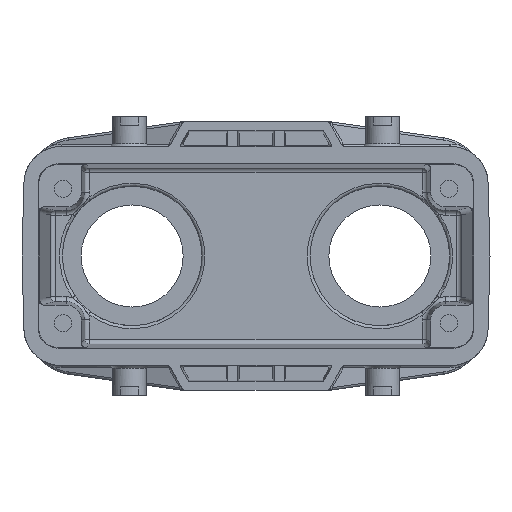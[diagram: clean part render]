
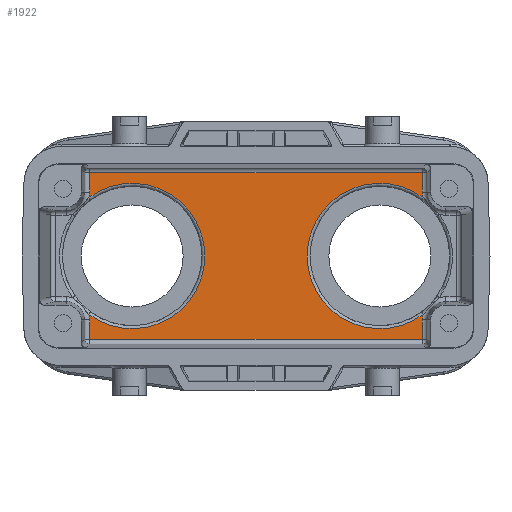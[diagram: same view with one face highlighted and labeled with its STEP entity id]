
A CAD part, front view. The second image highlights one B-rep face of the part: STEP entity #1922.
In plain terms, the highlighted planar face has unit normal (0, -1, 0).
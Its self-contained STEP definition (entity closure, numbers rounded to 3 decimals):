
#289=CIRCLE('',#12838,4.66);
#316=CIRCLE('',#12887,4.66);
#320=CIRCLE('',#12892,14.6);
#438=CIRCLE('',#13066,4.66);
#458=CIRCLE('',#13104,4.66);
#460=CIRCLE('',#13107,14.6);
#1922=ADVANCED_FACE('',(#2986),#2590,.T.);
#2590=PLANE('',#13108);
#2986=FACE_OUTER_BOUND('',#3762,.T.);
#3762=EDGE_LOOP('',(#5324,#5325,#5326,#5327,#5328,#5329,#5330,#5331,#5332,
#5333,#5334,#5335));
#5324=ORIENTED_EDGE('',*,*,#9498,.T.);
#5325=ORIENTED_EDGE('',*,*,#9796,.F.);
#5326=ORIENTED_EDGE('',*,*,#9797,.F.);
#5327=ORIENTED_EDGE('',*,*,#9522,.F.);
#5328=ORIENTED_EDGE('',*,*,#9557,.T.);
#5329=ORIENTED_EDGE('',*,*,#9563,.T.);
#5330=ORIENTED_EDGE('',*,*,#9743,.T.);
#5331=ORIENTED_EDGE('',*,*,#9755,.F.);
#5332=ORIENTED_EDGE('',*,*,#9750,.F.);
#5333=ORIENTED_EDGE('',*,*,#9746,.F.);
#5334=ORIENTED_EDGE('',*,*,#9794,.T.);
#5335=ORIENTED_EDGE('',*,*,#9798,.T.);
#8231=VERTEX_POINT('',#17858);
#8237=VERTEX_POINT('',#17987);
#8257=VERTEX_POINT('',#18046);
#8258=VERTEX_POINT('',#18048);
#8277=VERTEX_POINT('',#18125);
#8280=VERTEX_POINT('',#18230);
#8408=VERTEX_POINT('',#19084);
#8411=VERTEX_POINT('',#19091);
#8412=VERTEX_POINT('',#19093);
#8414=VERTEX_POINT('',#19101);
#8440=VERTEX_POINT('',#19217);
#8441=VERTEX_POINT('',#19302);
#9498=EDGE_CURVE('',#8231,#8237,#289,.T.);
#9522=EDGE_CURVE('',#8257,#8258,#11280,.T.);
#9557=EDGE_CURVE('',#8257,#8277,#316,.T.);
#9563=EDGE_CURVE('',#8277,#8280,#320,.T.);
#9743=EDGE_CURVE('',#8280,#8408,#438,.T.);
#9746=EDGE_CURVE('',#8411,#8412,#11338,.T.);
#9750=EDGE_CURVE('',#8412,#8414,#11339,.T.);
#9755=EDGE_CURVE('',#8414,#8408,#11341,.T.);
#9794=EDGE_CURVE('',#8411,#8440,#458,.T.);
#9796=EDGE_CURVE('',#8441,#8237,#11362,.T.);
#9797=EDGE_CURVE('',#8258,#8441,#11363,.T.);
#9798=EDGE_CURVE('',#8440,#8231,#460,.T.);
#11280=LINE('',#18047,#12098);
#11338=LINE('',#19092,#12156);
#11339=LINE('',#19100,#12157);
#11341=LINE('',#19110,#12159);
#11362=LINE('',#19301,#12180);
#11363=LINE('',#19303,#12181);
#12098=VECTOR('',#14384,1.);
#12156=VECTOR('',#14869,1.);
#12157=VECTOR('',#14880,1.);
#12159=VECTOR('',#14892,1.);
#12180=VECTOR('',#14969,1.);
#12181=VECTOR('',#14970,1.);
#12838=AXIS2_PLACEMENT_3D('',#17988,#14337,#14338);
#12887=AXIS2_PLACEMENT_3D('',#18124,#14463,#14464);
#12892=AXIS2_PLACEMENT_3D('',#18232,#14473,#14474);
#13066=AXIS2_PLACEMENT_3D('',#19085,#14862,#14863);
#13104=AXIS2_PLACEMENT_3D('',#19298,#14963,#14964);
#13107=AXIS2_PLACEMENT_3D('',#19304,#14971,#14972);
#13108=AXIS2_PLACEMENT_3D('',#19305,#14973,#14974);
#14337=DIRECTION('',(0.,1.,0.));
#14338=DIRECTION('',(0.97,0.,0.242));
#14384=DIRECTION('',(0.,0.,-1.));
#14463=DIRECTION('',(0.,1.,0.));
#14464=DIRECTION('',(-1.,0.,0.));
#14473=DIRECTION('',(0.,1.,0.));
#14474=DIRECTION('',(0.596,0.,-0.803));
#14862=DIRECTION('',(0.,1.,0.));
#14863=DIRECTION('',(-0.97,0.,-0.242));
#14869=DIRECTION('',(0.,0.,1.));
#14880=DIRECTION('',(1.,0.,0.));
#14892=DIRECTION('',(0.,0.,-1.));
#14963=DIRECTION('',(0.,1.,0.));
#14964=DIRECTION('',(1.,0.,0.));
#14969=DIRECTION('',(0.,0.,1.));
#14970=DIRECTION('',(-1.,0.,0.));
#14971=DIRECTION('',(0.,1.,0.));
#14972=DIRECTION('',(-0.596,0.,0.803));
#14973=DIRECTION('',(0.,-1.,0.));
#14974=DIRECTION('',(-1.,0.,0.));
#17858=CARTESIAN_POINT('',(-33.579,-9.05,-11.722));
#17987=CARTESIAN_POINT('',(-33.44,-9.05,-12.85));
#17988=CARTESIAN_POINT('',(-38.1,-9.05,-12.85));
#18046=CARTESIAN_POINT('',(33.44,-9.05,-12.85));
#18047=CARTESIAN_POINT('',(33.44,-9.05,-12.85));
#18048=CARTESIAN_POINT('',(33.44,-9.05,-16.746));
#18124=CARTESIAN_POINT('',(38.1,-9.05,-12.85));
#18125=CARTESIAN_POINT('',(33.579,-9.05,-11.722));
#18230=CARTESIAN_POINT('',(33.579,-9.05,11.722));
#18232=CARTESIAN_POINT('',(24.875,-9.05,0.));
#19084=CARTESIAN_POINT('',(33.44,-9.05,12.85));
#19085=CARTESIAN_POINT('',(38.1,-9.05,12.85));
#19091=CARTESIAN_POINT('',(-33.44,-9.05,12.85));
#19092=CARTESIAN_POINT('',(-33.44,-9.05,12.85));
#19093=CARTESIAN_POINT('',(-33.44,-9.05,16.746));
#19100=CARTESIAN_POINT('',(-33.44,-9.05,16.746));
#19101=CARTESIAN_POINT('',(33.44,-9.05,16.746));
#19110=CARTESIAN_POINT('',(33.44,-9.05,16.746));
#19217=CARTESIAN_POINT('',(-33.579,-9.05,11.722));
#19298=CARTESIAN_POINT('',(-38.1,-9.05,12.85));
#19301=CARTESIAN_POINT('',(-33.44,-9.05,-16.746));
#19302=CARTESIAN_POINT('',(-33.44,-9.05,-16.746));
#19303=CARTESIAN_POINT('',(33.44,-9.05,-16.746));
#19304=CARTESIAN_POINT('',(-24.875,-9.05,0.));
#19305=CARTESIAN_POINT('',(-36.447,-9.05,-21.5));
